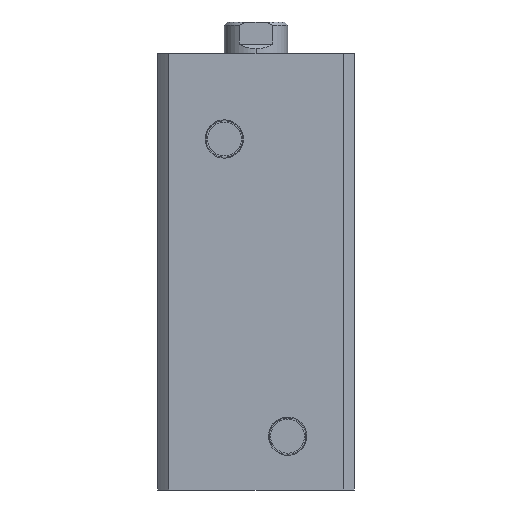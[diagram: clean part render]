
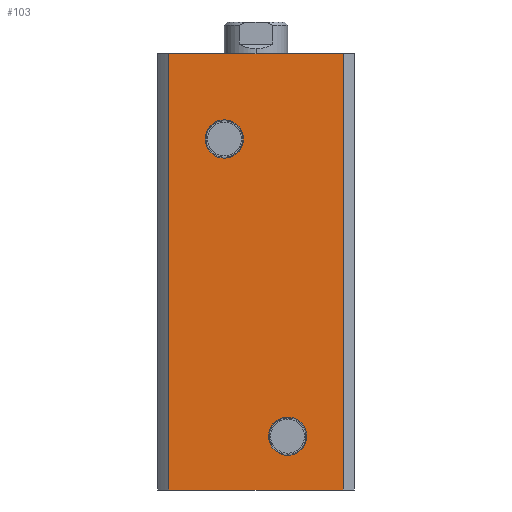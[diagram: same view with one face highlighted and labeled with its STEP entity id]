
A CAD part, left-side view. The second image highlights one B-rep face of the part: STEP entity #103.
In plain terms, the highlighted planar face has unit normal (-1, 0, 0).
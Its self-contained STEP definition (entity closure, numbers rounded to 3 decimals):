
#103 = ADVANCED_FACE ( 'NONE', ( #1582, #1590, #1586 ), #723, .F. ) ;
#382 = CARTESIAN_POINT ( 'NONE',  ( -31., -10., 17. ) ) ;
#383 = DIRECTION ( 'NONE',  ( -1., 0., 0. ) ) ;
#384 = DIRECTION ( 'NONE',  ( 0., 0., 1. ) ) ;
#420 = CARTESIAN_POINT ( 'NONE',  ( -31., 10., 104.94 ) ) ;
#434 = CARTESIAN_POINT ( 'NONE',  ( -31., -10., 10.94 ) ) ;
#439 = CARTESIAN_POINT ( 'NONE',  ( -31., 10., 117.06 ) ) ;
#500 = CARTESIAN_POINT ( 'NONE',  ( -31., -27.591, 0. ) ) ;
#502 = CARTESIAN_POINT ( 'NONE',  ( -31., -10., 23.06 ) ) ;
#505 = CARTESIAN_POINT ( 'NONE',  ( -31., 27.591, 0. ) ) ;
#536 = CARTESIAN_POINT ( 'NONE',  ( -31., 27.591, 138. ) ) ;
#541 = CARTESIAN_POINT ( 'NONE',  ( -31., -27.591, 138. ) ) ;
#719 = DIRECTION ( 'NONE',  ( 1., 0., 0. ) ) ;
#721 = CARTESIAN_POINT ( 'NONE',  ( -31., 0., 138. ) ) ;
#723 = PLANE ( 'NONE',  #1530 ) ;
#725 = DIRECTION ( 'NONE',  ( 0., 0., -1. ) ) ;
#1013 = DIRECTION ( 'NONE',  ( 0., 0., -1. ) ) ;
#1018 = CARTESIAN_POINT ( 'NONE',  ( -31., 27.591, 138. ) ) ;
#1223 = EDGE_CURVE ( 'NONE', #3282, #3251, #1725, .T. ) ;
#1386 = EDGE_CURVE ( 'NONE', #3282, #3287, #2008, .T. ) ;
#1387 = EDGE_CURVE ( 'NONE', #3287, #3246, #2010, .T. ) ;
#1388 = EDGE_CURVE ( 'NONE', #3251, #3246, #2012, .T. ) ;
#1389 = EDGE_CURVE ( 'NONE', #3248, #3062, #2014, .T. ) ;
#1390 = EDGE_CURVE ( 'NONE', #3067, #3045, #2000, .T. ) ;
#1424 = EDGE_CURVE ( 'NONE', #3045, #3067, #2067, .T. ) ;
#1482 = EDGE_CURVE ( 'NONE', #3062, #3248, #2137, .T. ) ;
#1530 = AXIS2_PLACEMENT_3D ( 'NONE', #721, #719, #725 ) ;
#1582 = FACE_BOUND ( 'NONE', #3031, .T. ) ;
#1586 = FACE_OUTER_BOUND ( 'NONE', #3000, .T. ) ;
#1590 = FACE_BOUND ( 'NONE', #3005, .T. ) ;
#1725 = LINE ( 'NONE', #1018, #1732 ) ;
#1732 = VECTOR ( 'NONE', #1013, 1000. ) ;
#2000 = CIRCLE ( 'NONE', #3553, 6.06 ) ;
#2008 = LINE ( 'NONE', #2435, #2011 ) ;
#2010 = LINE ( 'NONE', #2437, #2013 ) ;
#2011 = VECTOR ( 'NONE', #2436, 1000. ) ;
#2012 = LINE ( 'NONE', #2439, #2015 ) ;
#2013 = VECTOR ( 'NONE', #2438, 1000. ) ;
#2014 = CIRCLE ( 'NONE', #3552, 6.06 ) ;
#2015 = VECTOR ( 'NONE', #2440, 1000. ) ;
#2067 = CIRCLE ( 'NONE', #3575, 6.06 ) ;
#2137 = CIRCLE ( 'NONE', #3609, 6.06 ) ;
#2435 = CARTESIAN_POINT ( 'NONE',  ( -31., 0., 138. ) ) ;
#2436 = DIRECTION ( 'NONE',  ( 0., -1., 0. ) ) ;
#2437 = CARTESIAN_POINT ( 'NONE',  ( -31., -27.591, 138. ) ) ;
#2438 = DIRECTION ( 'NONE',  ( 0., 0., -1. ) ) ;
#2439 = CARTESIAN_POINT ( 'NONE',  ( -31., 0., 0. ) ) ;
#2440 = DIRECTION ( 'NONE',  ( 0., -1., 0. ) ) ;
#2442 = CARTESIAN_POINT ( 'NONE',  ( -31., -10., 17. ) ) ;
#2443 = DIRECTION ( 'NONE',  ( -1., 0., 0. ) ) ;
#2444 = DIRECTION ( 'NONE',  ( 0., 0., 1. ) ) ;
#2445 = CARTESIAN_POINT ( 'NONE',  ( -31., 10., 111. ) ) ;
#2446 = DIRECTION ( 'NONE',  ( -1., 0., 0. ) ) ;
#2447 = DIRECTION ( 'NONE',  ( 0., 0., 1. ) ) ;
#2535 = CARTESIAN_POINT ( 'NONE',  ( -31., 10., 111. ) ) ;
#2536 = DIRECTION ( 'NONE',  ( -1., 0., 0. ) ) ;
#2537 = DIRECTION ( 'NONE',  ( 0., 0., 1. ) ) ;
#3000 = EDGE_LOOP ( 'NONE', ( #3213, #3215, #3214, #3187 ) ) ;
#3005 = EDGE_LOOP ( 'NONE', ( #3210, #3216 ) ) ;
#3031 = EDGE_LOOP ( 'NONE', ( #3206, #3209 ) ) ;
#3045 = VERTEX_POINT ( 'NONE', #420 ) ;
#3062 = VERTEX_POINT ( 'NONE', #434 ) ;
#3067 = VERTEX_POINT ( 'NONE', #439 ) ;
#3187 = ORIENTED_EDGE ( 'NONE', *, *, #1223, .T. ) ;
#3206 = ORIENTED_EDGE ( 'NONE', *, *, #1390, .F. ) ;
#3209 = ORIENTED_EDGE ( 'NONE', *, *, #1424, .F. ) ;
#3210 = ORIENTED_EDGE ( 'NONE', *, *, #1389, .F. ) ;
#3213 = ORIENTED_EDGE ( 'NONE', *, *, #1388, .T. ) ;
#3214 = ORIENTED_EDGE ( 'NONE', *, *, #1386, .F. ) ;
#3215 = ORIENTED_EDGE ( 'NONE', *, *, #1387, .F. ) ;
#3216 = ORIENTED_EDGE ( 'NONE', *, *, #1482, .F. ) ;
#3246 = VERTEX_POINT ( 'NONE', #500 ) ;
#3248 = VERTEX_POINT ( 'NONE', #502 ) ;
#3251 = VERTEX_POINT ( 'NONE', #505 ) ;
#3282 = VERTEX_POINT ( 'NONE', #536 ) ;
#3287 = VERTEX_POINT ( 'NONE', #541 ) ;
#3552 = AXIS2_PLACEMENT_3D ( 'NONE', #2442, #2443, #2444 ) ;
#3553 = AXIS2_PLACEMENT_3D ( 'NONE', #2445, #2446, #2447 ) ;
#3575 = AXIS2_PLACEMENT_3D ( 'NONE', #2535, #2536, #2537 ) ;
#3609 = AXIS2_PLACEMENT_3D ( 'NONE', #382, #383, #384 ) ;
